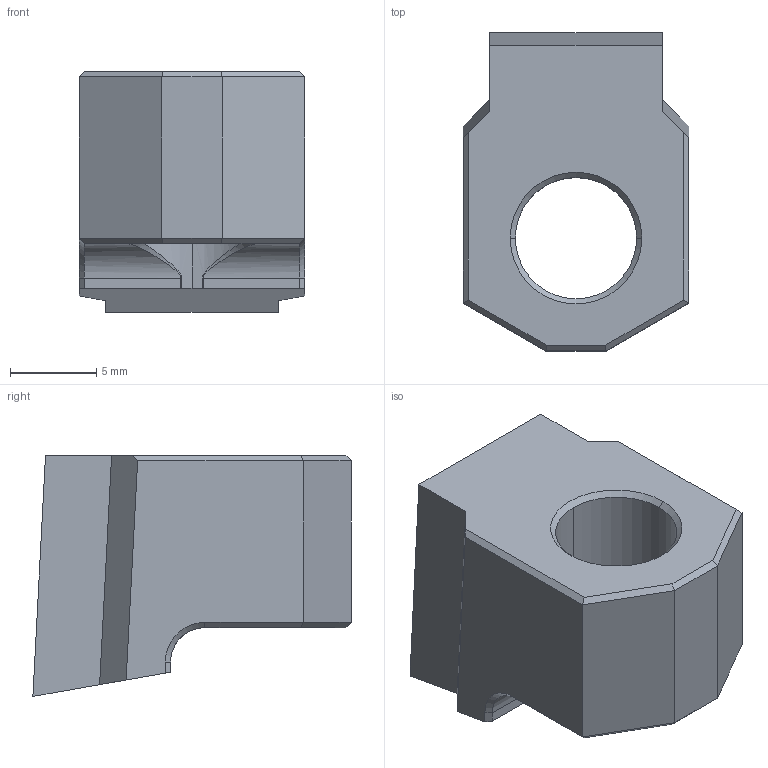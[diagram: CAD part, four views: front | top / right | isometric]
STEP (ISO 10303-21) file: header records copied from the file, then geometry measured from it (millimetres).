
FILE_DESCRIPTION (( 'STEP AP203' ), '1' );
FILE_NAME ('IN-10-H7-SM.STEP', '2023-07-17T09:15:11', ( 'TECNICO' ), ( '' ), 'SwSTEP 2.0', 'SolidWorks 2020', '' );
FILE_SCHEMA (( 'CONFIG_CONTROL_DESIGN' ));
Length unit declared in the file: millimetre
Products named in the file (1): IN-10-H7-SM
Bounding box: 13.1 x 18.5 x 14 mm (x, y, z)
Volume: 1968.7 mm3; surface area: 1230.1 mm2
Topology: 1 solids, 1 shells, 44 faces, 109 edges, 66 vertices
Faces by surface type: plane 29, cylinder 6, cone 5, torus 2, bspline 2
Entity records: 1982 total; most frequent: CARTESIAN_POINT 877, ORIENTED_EDGE 218, DIRECTION 204, EDGE_CURVE 109, VECTOR 80, LINE 80, VERTEX_POINT 66, AXIS2_PLACEMENT_3D 62
